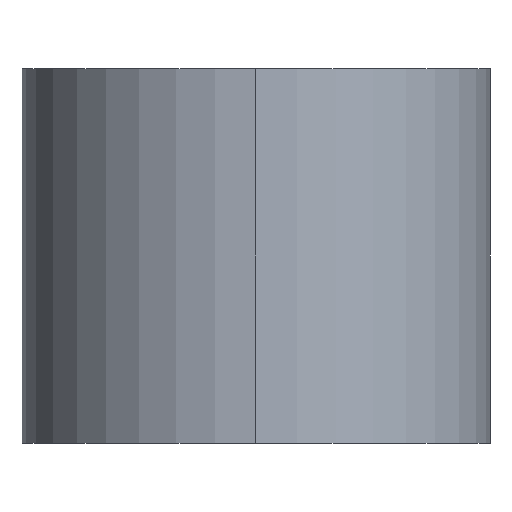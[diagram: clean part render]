
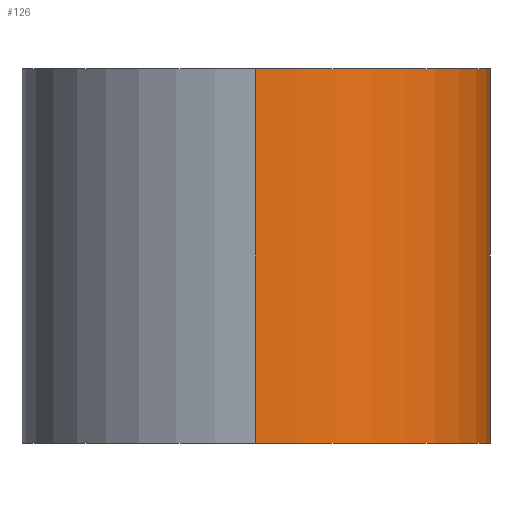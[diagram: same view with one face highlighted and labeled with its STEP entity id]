
A CAD part, left-side view. The second image highlights one B-rep face of the part: STEP entity #126.
In plain terms, the highlighted cylindrical face has radius 5 mm (diameter 10 mm), a partial arc.
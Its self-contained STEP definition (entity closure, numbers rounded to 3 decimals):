
#5 = VERTEX_POINT ( 'NONE', #198 ) ;
#8 = ORIENTED_EDGE ( 'NONE', *, *, #183, .T. ) ;
#13 = VERTEX_POINT ( 'NONE', #131 ) ;
#14 = DIRECTION ( 'NONE',  ( 1., 0., 0. ) ) ;
#15 = CYLINDRICAL_SURFACE ( 'NONE', #129, 5. ) ;
#39 = EDGE_CURVE ( 'NONE', #5, #55, #88, .T. ) ;
#42 = DIRECTION ( 'NONE',  ( -1., 0., 0. ) ) ;
#53 = EDGE_LOOP ( 'NONE', ( #181, #237, #8, #166 ) ) ;
#55 = VERTEX_POINT ( 'NONE', #144 ) ;
#62 = CARTESIAN_POINT ( 'NONE',  ( 0., 0., 0. ) ) ;
#63 = EDGE_CURVE ( 'NONE', #199, #13, #220, .T. ) ;
#73 = DIRECTION ( 'NONE',  ( 0., 0., -1. ) ) ;
#77 = DIRECTION ( 'NONE',  ( 0., 0., 1. ) ) ;
#88 = LINE ( 'NONE', #164, #133 ) ;
#90 = AXIS2_PLACEMENT_3D ( 'NONE', #240, #77, #241 ) ;
#95 = EDGE_CURVE ( 'NONE', #199, #5, #233, .T. ) ;
#112 = CARTESIAN_POINT ( 'NONE',  ( -5., 0., 8. ) ) ;
#124 = AXIS2_PLACEMENT_3D ( 'NONE', #62, #211, #14 ) ;
#126 = ADVANCED_FACE ( 'NONE', ( #190 ), #15, .T. ) ;
#129 = AXIS2_PLACEMENT_3D ( 'NONE', #223, #208, #42 ) ;
#130 = DIRECTION ( 'NONE',  ( 0., 0., -1. ) ) ;
#131 = CARTESIAN_POINT ( 'NONE',  ( -5., 0., 0. ) ) ;
#133 = VECTOR ( 'NONE', #73, 1000. ) ;
#138 = CIRCLE ( 'NONE', #124, 5. ) ;
#144 = CARTESIAN_POINT ( 'NONE',  ( 0., -5., 0. ) ) ;
#164 = CARTESIAN_POINT ( 'NONE',  ( 0., -5., 8. ) ) ;
#166 = ORIENTED_EDGE ( 'NONE', *, *, #39, .F. ) ;
#181 = ORIENTED_EDGE ( 'NONE', *, *, #95, .F. ) ;
#183 = EDGE_CURVE ( 'NONE', #13, #55, #138, .T. ) ;
#190 = FACE_OUTER_BOUND ( 'NONE', #53, .T. ) ;
#196 = CARTESIAN_POINT ( 'NONE',  ( -5., 0., 8. ) ) ;
#198 = CARTESIAN_POINT ( 'NONE',  ( 0., -5., 8. ) ) ;
#199 = VERTEX_POINT ( 'NONE', #196 ) ;
#208 = DIRECTION ( 'NONE',  ( 0., 0., -1. ) ) ;
#210 = VECTOR ( 'NONE', #130, 1000. ) ;
#211 = DIRECTION ( 'NONE',  ( 0., 0., 1. ) ) ;
#220 = LINE ( 'NONE', #112, #210 ) ;
#223 = CARTESIAN_POINT ( 'NONE',  ( 0., 0., 8. ) ) ;
#233 = CIRCLE ( 'NONE', #90, 5. ) ;
#237 = ORIENTED_EDGE ( 'NONE', *, *, #63, .T. ) ;
#240 = CARTESIAN_POINT ( 'NONE',  ( 0., 0., 8. ) ) ;
#241 = DIRECTION ( 'NONE',  ( 1., 0., 0. ) ) ;
